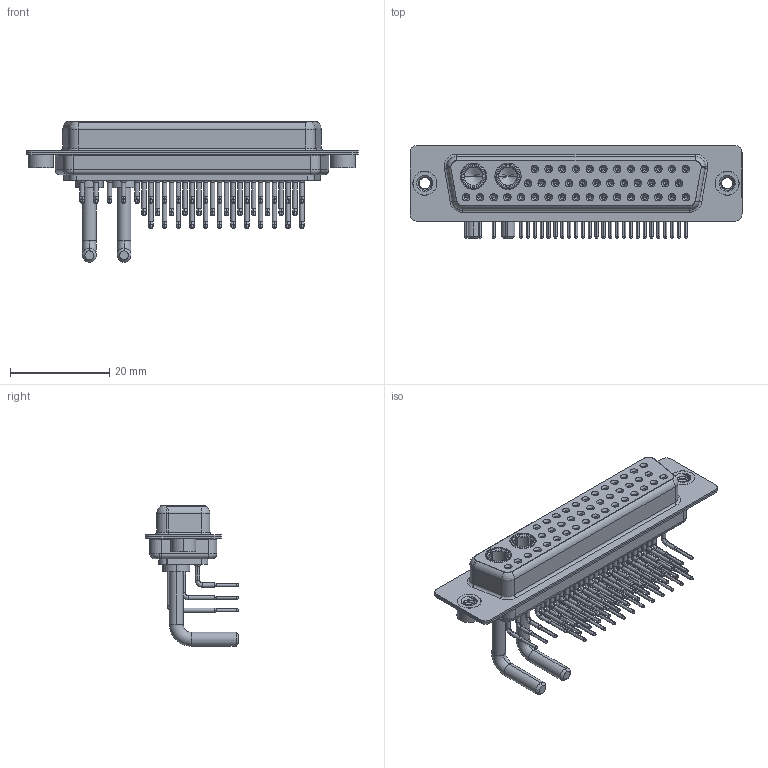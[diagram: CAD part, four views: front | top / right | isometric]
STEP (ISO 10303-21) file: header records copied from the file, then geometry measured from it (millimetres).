
FILE_DESCRIPTION (( 'STEP AP203' ), '1' );
FILE_NAME ('630-43W2250-2T2.STEP', '2022-06-09T20:15:25', ( '' ), ( '' ), 'SwSTEP 2.0', 'SolidWorks 2020', '' );
FILE_SCHEMA (( 'CONFIG_CONTROL_DESIGN' ));
Length unit declared in the file: millimetre
Products named in the file (9): 630Combo Housing_43W2; 630Combo Shell Front_50 Contacts; 630-43W2250-2T2; 630Combo Shell Rear_50 Contacts; 630Combo Contact Row 1_50 Contacts; Power Socket_Ext 20A RA 50; 630Combo Threaded Rivet_2; 630Combo Contact Row 2_50 Contacts; 630Combo Contact Row 3
Assembly tree (48 placements, depth 2):
  630-43W2250-2T2
    630Combo Housing_43W2
    630Combo Shell Front_50 Contacts
    630Combo Shell Rear_50 Contacts
    630Combo Threaded Rivet_2  x2
    Power Socket_Ext 20A RA 50  x2
    630Combo Contact Row 1_50 Contacts  x12
    630Combo Contact Row 2_50 Contacts  x12
    630Combo Contact Row 3  x17
Bounding box: 67 x 18.8 x 28.33 mm (x, y, z)
Volume: 7332.8 mm3; surface area: 16010 mm2
Topology: 50 solids, 50 shells, 2608 faces, 6632 edges, 4178 vertices
Faces by surface type: cylinder 1130, plane 740, cone 497, bspline 172, torus 69
Entity records: 32509 total; most frequent: CARTESIAN_POINT 6901, DIRECTION 5445, ORIENTED_EDGE 4550, AXIS2_PLACEMENT_3D 2290, EDGE_CURVE 2275, VERTEX_POINT 1455, CIRCLE 1273, EDGE_LOOP 1226
